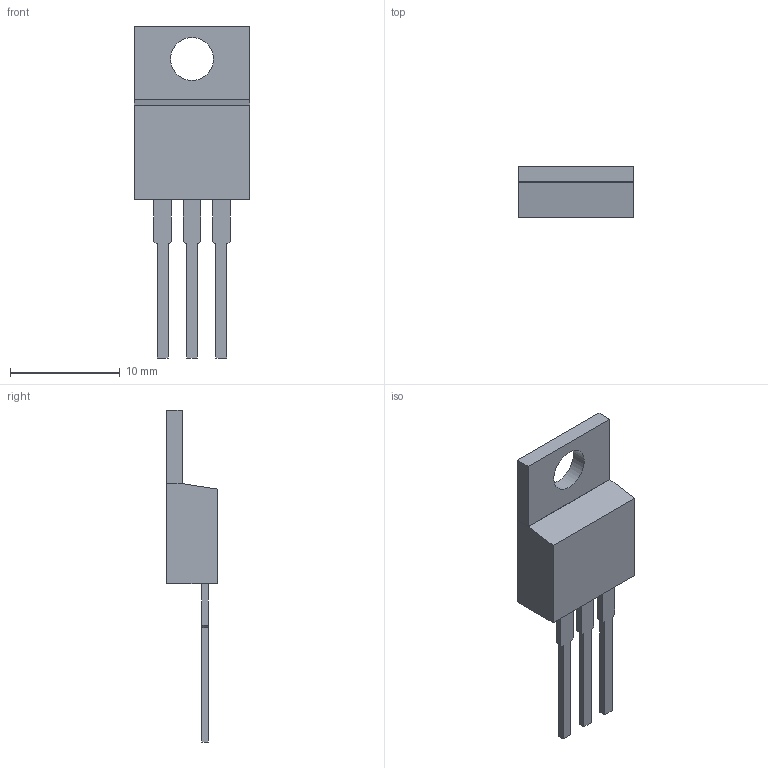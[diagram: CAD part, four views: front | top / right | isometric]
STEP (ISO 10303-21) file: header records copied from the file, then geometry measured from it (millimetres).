
FILE_DESCRIPTION(('FreeCAD Model'),'2;1');
FILE_NAME('Open CASCADE Shape Model','2022-03-08T18:06:34',('Author'),( ''),'Open CASCADE STEP processor 7.5','FreeCAD','Unknown');
FILE_SCHEMA(('AUTOMOTIVE_DESIGN { 1 0 10303 214 1 1 1 1 }'));
Length unit declared in the file: millimetre
Products named in the file (1): TO-220-1
Bounding box: 10.5 x 4.6 x 30.2 mm (x, y, z)
Volume: 543.1 mm3; surface area: 669.7 mm2
Topology: 1 solids, 1 shells, 46 faces, 129 edges, 88 vertices
Faces by surface type: plane 45, cylinder 1
Full cylindrical faces by diameter (mm): 3.9 x1
Entity records: 3437 total; most frequent: CARTESIAN_POINT 526, DIRECTION 479, LINE 379, VECTOR 379, ORIENTED_EDGE 258, PCURVE 258, DEFINITIONAL_REPRESENTATION 258, EDGE_CURVE 129
